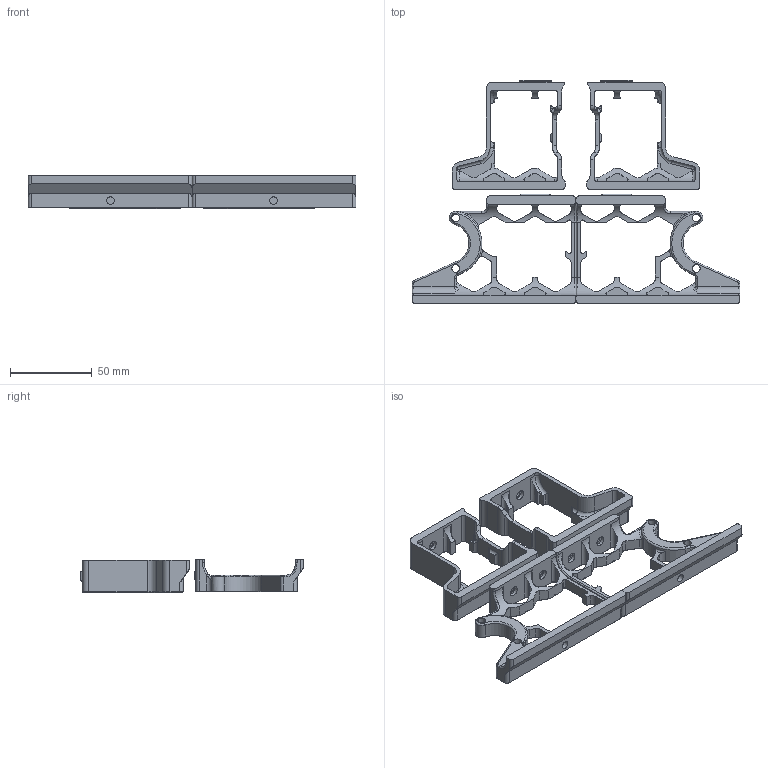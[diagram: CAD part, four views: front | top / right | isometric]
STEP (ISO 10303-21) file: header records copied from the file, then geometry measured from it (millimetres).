
FILE_DESCRIPTION(/* description */ (''),/* implementation_level */ '2;1');
FILE_NAME(/* name */ 'tayto Skirt Switch Mod_250.step',/* time_stamp */ '2023-06-10T18:12:54-05:00',/* author */ (''),/* organization */ (''),/* preprocessor_version */ 'ST-DEVELOPER v19.2',/* originating_system */ 'Autodesk Translation Framework v12.6.0.85',/* authorisation */ '');
FILE_SCHEMA (('AUTOMOTIVE_DESIGN { 1 0 10303 214 3 1 1 }'));
Length unit declared in the file: millimetre
Products named in the file (5): tayto Skirt Switch Mod_250; front_skirt_b_250; front_skirt_a_250; side_skirt_b_250; side_skirt_a_250
Assembly tree (4 placements, depth 2):
  tayto Skirt Switch Mod_250
    front_skirt_b_250
    front_skirt_a_250
    side_skirt_b_250
    side_skirt_a_250
Bounding box: 201 x 136.79 x 20.4 mm (x, y, z)
Volume: 90384.7 mm3; surface area: 52473.3 mm2
Topology: 4 solids, 4 shells, 880 faces, 2286 edges, 1410 vertices
Faces by surface type: plane 394, cylinder 274, cone 152, torus 34, bspline 26
Full cylindrical faces by diameter (mm): 3.2 x4, 3.4 x2, 4.7 x6, 6 x6
Entity records: 28782 total; most frequent: CARTESIAN_POINT 7067, ORIENTED_EDGE 4560, DIRECTION 4538, EDGE_CURVE 2280, AXIS2_PLACEMENT_3D 1612, VERTEX_POINT 1410, LINE 1314, VECTOR 1314
